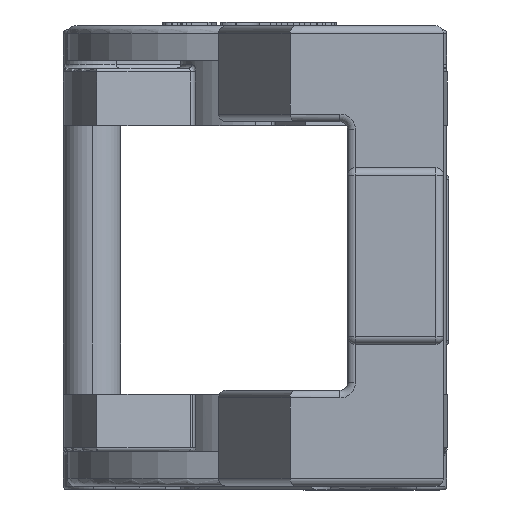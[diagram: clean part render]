
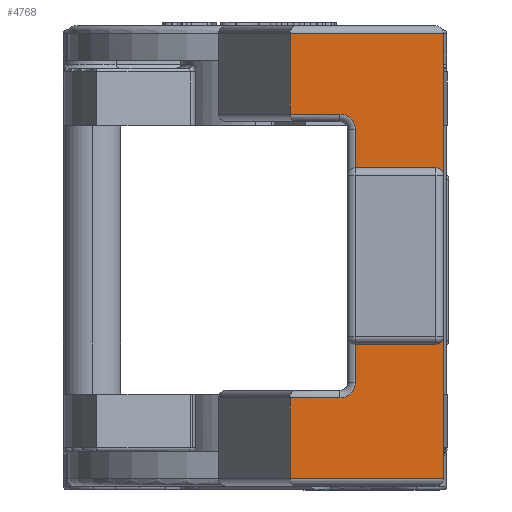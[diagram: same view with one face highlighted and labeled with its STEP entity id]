
A CAD part, left-side view. The second image highlights one B-rep face of the part: STEP entity #4768.
In plain terms, the highlighted planar face has unit normal (-1, 0, 0).
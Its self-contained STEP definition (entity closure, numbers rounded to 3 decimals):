
#71 = VERTEX_POINT ( 'NONE', #7758 ) ;
#397 = EDGE_CURVE ( 'NONE', #11709, #10681, #6572, .T. ) ;
#822 = EDGE_CURVE ( 'NONE', #11327, #10681, #13440, .T. ) ;
#860 = VERTEX_POINT ( 'NONE', #3962 ) ;
#1067 = DIRECTION ( 'NONE',  ( 0., 0., -1. ) ) ;
#1754 = CARTESIAN_POINT ( 'NONE',  ( -26.55, -4.113, -2.025 ) ) ;
#2511 = ORIENTED_EDGE ( 'NONE', *, *, #10005, .T. ) ;
#3151 = CARTESIAN_POINT ( 'NONE',  ( -26.55, -4.913, -7.1 ) ) ;
#3243 = AXIS2_PLACEMENT_3D ( 'NONE', #14643, #5647, #7236 ) ;
#3297 = CARTESIAN_POINT ( 'NONE',  ( -26.55, -2.613, -6.7 ) ) ;
#3323 = EDGE_LOOP ( 'NONE', ( #12884, #10181, #8557, #6402, #11511, #8214, #10312, #13737, #4012, #13048, #15974, #13472, #7705, #4562, #2511, #14996 ) ) ;
#3369 = AXIS2_PLACEMENT_3D ( 'NONE', #5278, #13153, #10488 ) ;
#3429 = EDGE_CURVE ( 'NONE', #6738, #8064, #10474, .T. ) ;
#3480 = DIRECTION ( 'NONE',  ( 0., -1., 0. ) ) ;
#3672 = CARTESIAN_POINT ( 'NONE',  ( -26.55, -0.913, 0.3 ) ) ;
#3774 = DIRECTION ( 'NONE',  ( 0., 1., 0. ) ) ;
#3961 = CARTESIAN_POINT ( 'NONE',  ( -26.55, -2.613, -1.625 ) ) ;
#3962 = CARTESIAN_POINT ( 'NONE',  ( -26.55, -2.613, -5.175 ) ) ;
#4012 = ORIENTED_EDGE ( 'NONE', *, *, #822, .F. ) ;
#4151 = EDGE_CURVE ( 'NONE', #860, #10319, #12058, .T. ) ;
#4354 = VECTOR ( 'NONE', #4719, 1000. ) ;
#4503 = VERTEX_POINT ( 'NONE', #1754 ) ;
#4562 = ORIENTED_EDGE ( 'NONE', *, *, #3429, .F. ) ;
#4719 = DIRECTION ( 'NONE',  ( 0., -1., 0. ) ) ;
#4768 = ADVANCED_FACE ( 'NONE', ( #15907 ), #6633, .F. ) ;
#5050 = CIRCLE ( 'NONE', #11576, 0.4 ) ;
#5062 = DIRECTION ( 'NONE',  ( 0., 0., -1. ) ) ;
#5150 = CARTESIAN_POINT ( 'NONE',  ( -26.55, -0.913, 2.4 ) ) ;
#5259 = VECTOR ( 'NONE', #16585, 1000. ) ;
#5278 = CARTESIAN_POINT ( 'NONE',  ( -26.55, -4.913, 2.6 ) ) ;
#5283 = DIRECTION ( 'NONE',  ( -1., 0., 0. ) ) ;
#5292 = CARTESIAN_POINT ( 'NONE',  ( -26.55, -0.913, -9.4 ) ) ;
#5647 = DIRECTION ( 'NONE',  ( -1., 0., 0. ) ) ;
#5667 = CARTESIAN_POINT ( 'NONE',  ( -26.55, -4.913, 2.4 ) ) ;
#5674 = CARTESIAN_POINT ( 'NONE',  ( -26.55, -2.213, -6.7 ) ) ;
#5838 = DIRECTION ( 'NONE',  ( 0., -1., 0. ) ) ;
#6153 = VECTOR ( 'NONE', #9182, 1000. ) ;
#6397 = VERTEX_POINT ( 'NONE', #16170 ) ;
#6402 = ORIENTED_EDGE ( 'NONE', *, *, #11634, .T. ) ;
#6546 = CARTESIAN_POINT ( 'NONE',  ( -26.55, -2.613, 2.6 ) ) ;
#6572 = LINE ( 'NONE', #12667, #15485 ) ;
#6616 = VERTEX_POINT ( 'NONE', #12557 ) ;
#6633 = PLANE ( 'NONE',  #3369 ) ;
#6677 = EDGE_CURVE ( 'NONE', #11327, #15415, #16470, .T. ) ;
#6738 = VERTEX_POINT ( 'NONE', #15929 ) ;
#6875 = LINE ( 'NONE', #16767, #9906 ) ;
#7019 = VECTOR ( 'NONE', #3774, 1000. ) ;
#7085 = EDGE_CURVE ( 'NONE', #8100, #6397, #13419, .T. ) ;
#7236 = DIRECTION ( 'NONE',  ( 0., 0., -1. ) ) ;
#7299 = CARTESIAN_POINT ( 'NONE',  ( -26.55, -2.213, -7.1 ) ) ;
#7406 = CARTESIAN_POINT ( 'NONE',  ( -26.55, -4.113, -4.775 ) ) ;
#7705 = ORIENTED_EDGE ( 'NONE', *, *, #12926, .T. ) ;
#7758 = CARTESIAN_POINT ( 'NONE',  ( -26.55, -3.713, -1.625 ) ) ;
#7799 = VECTOR ( 'NONE', #5838, 1000. ) ;
#8064 = VERTEX_POINT ( 'NONE', #7406 ) ;
#8093 = CIRCLE ( 'NONE', #8746, 0.4 ) ;
#8100 = VERTEX_POINT ( 'NONE', #7299 ) ;
#8214 = ORIENTED_EDGE ( 'NONE', *, *, #14885, .T. ) ;
#8557 = ORIENTED_EDGE ( 'NONE', *, *, #12534, .F. ) ;
#8643 = VECTOR ( 'NONE', #10627, 1000. ) ;
#8746 = AXIS2_PLACEMENT_3D ( 'NONE', #5674, #9448, #10883 ) ;
#8761 = CARTESIAN_POINT ( 'NONE',  ( -26.55, -2.413, -5.175 ) ) ;
#9182 = DIRECTION ( 'NONE',  ( 0., 0., 1. ) ) ;
#9448 = DIRECTION ( 'NONE',  ( -1., 0., 0. ) ) ;
#9829 = VERTEX_POINT ( 'NONE', #12273 ) ;
#9906 = VECTOR ( 'NONE', #1067, 1000. ) ;
#10005 = EDGE_CURVE ( 'NONE', #6738, #860, #11484, .T. ) ;
#10028 = AXIS2_PLACEMENT_3D ( 'NONE', #10431, #5283, #15461 ) ;
#10143 = EDGE_CURVE ( 'NONE', #11973, #15895, #12897, .T. ) ;
#10181 = ORIENTED_EDGE ( 'NONE', *, *, #7085, .T. ) ;
#10312 = ORIENTED_EDGE ( 'NONE', *, *, #15397, .T. ) ;
#10319 = VERTEX_POINT ( 'NONE', #3297 ) ;
#10325 = CARTESIAN_POINT ( 'NONE',  ( -26.55, -2.613, -0.1 ) ) ;
#10431 = CARTESIAN_POINT ( 'NONE',  ( -26.55, -2.213, -0.1 ) ) ;
#10449 = DIRECTION ( 'NONE',  ( 0., 0., -1. ) ) ;
#10474 = CIRCLE ( 'NONE', #3243, 0.4 ) ;
#10488 = DIRECTION ( 'NONE',  ( 0., 0., -1. ) ) ;
#10585 = VECTOR ( 'NONE', #16078, 1000. ) ;
#10627 = DIRECTION ( 'NONE',  ( 0., 0., -1. ) ) ;
#10681 = VERTEX_POINT ( 'NONE', #11060 ) ;
#10883 = DIRECTION ( 'NONE',  ( 0., 0., -1. ) ) ;
#11060 = CARTESIAN_POINT ( 'NONE',  ( -26.55, -2.213, 0.3 ) ) ;
#11251 = LINE ( 'NONE', #12343, #7799 ) ;
#11327 = VERTEX_POINT ( 'NONE', #10325 ) ;
#11484 = LINE ( 'NONE', #8761, #7019 ) ;
#11511 = ORIENTED_EDGE ( 'NONE', *, *, #10143, .F. ) ;
#11576 = AXIS2_PLACEMENT_3D ( 'NONE', #12703, #16821, #5062 ) ;
#11634 = EDGE_CURVE ( 'NONE', #6616, #15895, #13274, .T. ) ;
#11709 = VERTEX_POINT ( 'NONE', #3672 ) ;
#11868 = CARTESIAN_POINT ( 'NONE',  ( -26.55, -4.913, 2.6 ) ) ;
#11973 = VERTEX_POINT ( 'NONE', #5667 ) ;
#12056 = EDGE_CURVE ( 'NONE', #15415, #71, #11251, .T. ) ;
#12058 = LINE ( 'NONE', #6546, #8643 ) ;
#12273 = CARTESIAN_POINT ( 'NONE',  ( -26.55, -0.913, 2.4 ) ) ;
#12343 = CARTESIAN_POINT ( 'NONE',  ( -26.55, -3.913, -1.625 ) ) ;
#12534 = EDGE_CURVE ( 'NONE', #6616, #6397, #16478, .T. ) ;
#12557 = CARTESIAN_POINT ( 'NONE',  ( -26.55, -0.913, -9.2 ) ) ;
#12587 = CARTESIAN_POINT ( 'NONE',  ( -26.55, -4.113, -4.975 ) ) ;
#12667 = CARTESIAN_POINT ( 'NONE',  ( -26.55, -4.913, 0.3 ) ) ;
#12703 = CARTESIAN_POINT ( 'NONE',  ( -26.55, -3.713, -2.025 ) ) ;
#12815 = LINE ( 'NONE', #12587, #13832 ) ;
#12884 = ORIENTED_EDGE ( 'NONE', *, *, #15539, .F. ) ;
#12897 = LINE ( 'NONE', #11868, #14519 ) ;
#12926 = EDGE_CURVE ( 'NONE', #4503, #8064, #12815, .T. ) ;
#13048 = ORIENTED_EDGE ( 'NONE', *, *, #6677, .T. ) ;
#13153 = DIRECTION ( 'NONE',  ( 1., 0., 0. ) ) ;
#13274 = LINE ( 'NONE', #15086, #4354 ) ;
#13419 = LINE ( 'NONE', #3151, #10585 ) ;
#13440 = CIRCLE ( 'NONE', #10028, 0.4 ) ;
#13472 = ORIENTED_EDGE ( 'NONE', *, *, #15342, .F. ) ;
#13737 = ORIENTED_EDGE ( 'NONE', *, *, #397, .T. ) ;
#13832 = VECTOR ( 'NONE', #16433, 1000. ) ;
#14034 = VECTOR ( 'NONE', #10449, 1000. ) ;
#14246 = CARTESIAN_POINT ( 'NONE',  ( -26.55, -4.913, -9.2 ) ) ;
#14480 = DIRECTION ( 'NONE',  ( 0., 0., -1. ) ) ;
#14519 = VECTOR ( 'NONE', #14480, 1000. ) ;
#14643 = CARTESIAN_POINT ( 'NONE',  ( -26.55, -3.713, -4.775 ) ) ;
#14885 = EDGE_CURVE ( 'NONE', #11973, #9829, #15589, .T. ) ;
#14996 = ORIENTED_EDGE ( 'NONE', *, *, #4151, .T. ) ;
#15086 = CARTESIAN_POINT ( 'NONE',  ( -26.55, -4.913, -9.2 ) ) ;
#15342 = EDGE_CURVE ( 'NONE', #4503, #71, #5050, .T. ) ;
#15397 = EDGE_CURVE ( 'NONE', #9829, #11709, #6875, .T. ) ;
#15415 = VERTEX_POINT ( 'NONE', #3961 ) ;
#15461 = DIRECTION ( 'NONE',  ( 0., 0., -1. ) ) ;
#15485 = VECTOR ( 'NONE', #3480, 1000. ) ;
#15539 = EDGE_CURVE ( 'NONE', #8100, #10319, #8093, .T. ) ;
#15586 = CARTESIAN_POINT ( 'NONE',  ( -26.55, -2.613, 2.6 ) ) ;
#15589 = LINE ( 'NONE', #5150, #5259 ) ;
#15895 = VERTEX_POINT ( 'NONE', #14246 ) ;
#15907 = FACE_OUTER_BOUND ( 'NONE', #3323, .T. ) ;
#15929 = CARTESIAN_POINT ( 'NONE',  ( -26.55, -3.713, -5.175 ) ) ;
#15974 = ORIENTED_EDGE ( 'NONE', *, *, #12056, .T. ) ;
#16078 = DIRECTION ( 'NONE',  ( 0., 1., 0. ) ) ;
#16170 = CARTESIAN_POINT ( 'NONE',  ( -26.55, -0.913, -7.1 ) ) ;
#16433 = DIRECTION ( 'NONE',  ( 0., 0., -1. ) ) ;
#16470 = LINE ( 'NONE', #15586, #14034 ) ;
#16478 = LINE ( 'NONE', #5292, #6153 ) ;
#16585 = DIRECTION ( 'NONE',  ( 0., 1., 0. ) ) ;
#16767 = CARTESIAN_POINT ( 'NONE',  ( -26.55, -0.913, 2.6 ) ) ;
#16821 = DIRECTION ( 'NONE',  ( -1., 0., 0. ) ) ;
